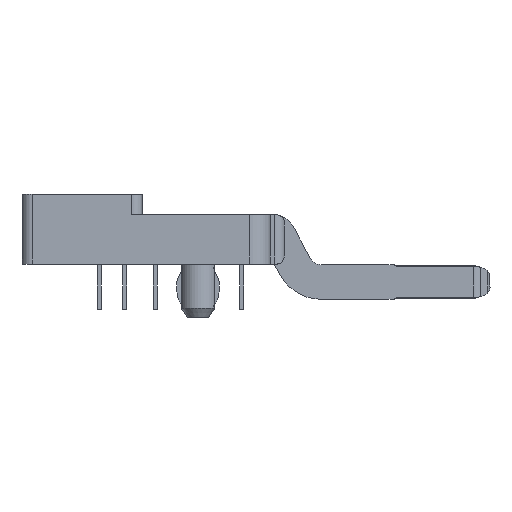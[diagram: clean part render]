
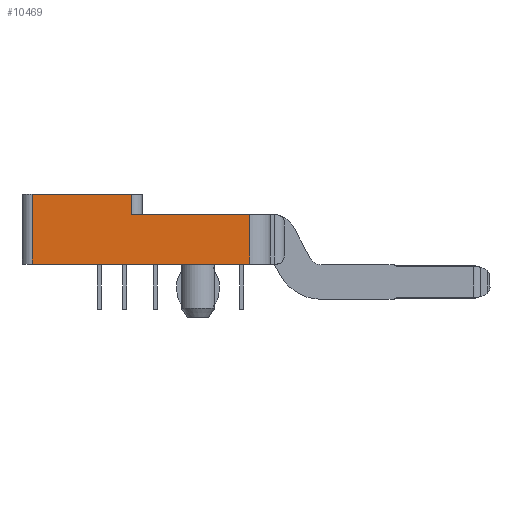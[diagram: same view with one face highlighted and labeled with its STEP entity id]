
A CAD part, left-side view. The second image highlights one B-rep face of the part: STEP entity #10469.
In plain terms, the highlighted planar face has unit normal (-1, 0, 0).
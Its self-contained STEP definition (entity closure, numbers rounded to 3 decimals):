
#1069=FACE_OUTER_BOUND($,#1687,.T.);
#1687=EDGE_LOOP($,(#8724,#8725,#8726,#8727,#8728,#8729));
#2274=LINE($,#15804,#3393);
#2669=LINE($,#17101,#3788);
#2677=LINE($,#17146,#3796);
#2679=LINE($,#17150,#3798);
#2680=LINE($,#17151,#3799);
#2681=LINE($,#17152,#3800);
#3393=VECTOR($,#12632,3.42);
#3788=VECTOR($,#13893,2.42);
#3796=VECTOR($,#13921,5.8);
#3798=VECTOR($,#13925,1.);
#3799=VECTOR($,#13926,4.9);
#3800=VECTOR($,#13927,10.7);
#4429=VERTEX_POINT($,#15801);
#4430=VERTEX_POINT($,#15803);
#4854=VERTEX_POINT($,#17098);
#4855=VERTEX_POINT($,#17100);
#4862=VERTEX_POINT($,#17144);
#4863=VERTEX_POINT($,#17149);
#5581=EDGE_CURVE($,#4429,#4430,#2274,.T.);
#6215=EDGE_CURVE($,#4855,#4854,#2669,.T.);
#6230=EDGE_CURVE($,#4862,#4854,#2677,.T.);
#6232=EDGE_CURVE($,#4863,#4862,#2679,.T.);
#6233=EDGE_CURVE($,#4430,#4863,#2680,.T.);
#6234=EDGE_CURVE($,#4855,#4429,#2681,.T.);
#8724=ORIENTED_EDGE($,*,*,#6232,.F.);
#8725=ORIENTED_EDGE($,*,*,#6233,.F.);
#8726=ORIENTED_EDGE($,*,*,#5581,.F.);
#8727=ORIENTED_EDGE($,*,*,#6234,.F.);
#8728=ORIENTED_EDGE($,*,*,#6215,.T.);
#8729=ORIENTED_EDGE($,*,*,#6230,.F.);
#9911=PLANE($,#11457);
#10469=ADVANCED_FACE($,(#1069),#9911,.F.);
#11457=AXIS2_PLACEMENT_3D($,#17148,#13923,#13924);
#12632=DIRECTION($,(0.,0.,1.));
#13893=DIRECTION($,(0.,0.,1.));
#13921=DIRECTION($,(0.,-1.,0.));
#13923=DIRECTION('center_axis',(1.,0.,0.));
#13924=DIRECTION('ref_axis',(0.,0.,-1.));
#13925=DIRECTION($,(0.,0.,-1.));
#13926=DIRECTION($,(0.,-1.,0.));
#13927=DIRECTION($,(0.,1.,0.));
#15801=CARTESIAN_POINT('',(-34.95,8.15,0.));
#15803=CARTESIAN_POINT('',(-34.95,8.15,3.42));
#15804=CARTESIAN_POINT($,(-34.95,8.15,0.));
#17098=CARTESIAN_POINT('',(-34.95,-2.55,2.42));
#17100=CARTESIAN_POINT('',(-34.95,-2.55,0.));
#17101=CARTESIAN_POINT($,(-34.95,-2.55,0.));
#17144=CARTESIAN_POINT('',(-34.95,3.25,2.42));
#17146=CARTESIAN_POINT($,(-34.95,3.25,2.42));
#17148=CARTESIAN_POINT('Origin',(-34.95,3.05,-0.1));
#17149=CARTESIAN_POINT('',(-34.95,3.25,3.42));
#17150=CARTESIAN_POINT($,(-34.95,3.25,3.42));
#17151=CARTESIAN_POINT($,(-34.95,8.15,3.42));
#17152=CARTESIAN_POINT($,(-34.95,-2.55,0.));
